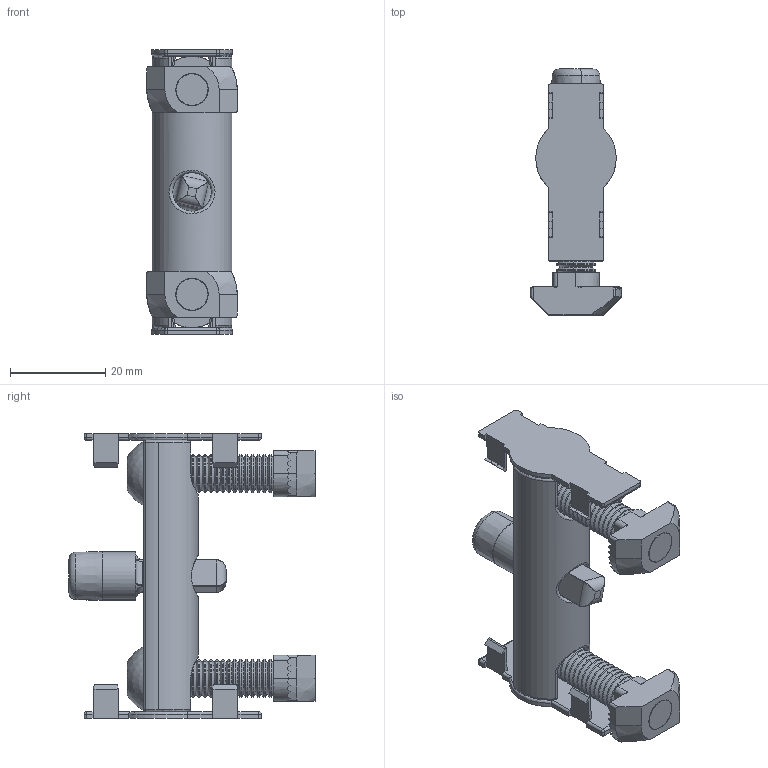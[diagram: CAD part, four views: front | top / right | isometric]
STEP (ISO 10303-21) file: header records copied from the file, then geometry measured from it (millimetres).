
FILE_DESCRIPTION((''),'2;1');
FILE_NAME('11138_SPOJNI_EL_60_FI17_KIT_U10','2022-09-16T13:56:39',('PredragRovcanin'),('Audax d.o.o.'),'CREO PARAMETRIC BY PTC INC, 2020281','CREO PARAMETRIC BY PTC INC, 2020281','');
FILE_SCHEMA(('AUTOMOTIVE_DESIGN { 1 0 10303 214 1 1 1 1 }'));
Length unit declared in the file: millimetre
Products named in the file (1): 11138_SPOJNI_EL_60_FI17_KIT_U10
Bounding box: 19 x 51.66 x 59.8 mm (x, y, z)
Volume: 15013.5 mm3; surface area: 10684.4 mm2
Topology: 2 solids, 14 shells, 925 faces, 2441 edges, 1490 vertices
Faces by surface type: cylinder 317, plane 302, cone 224, sphere 38, bspline 24, torus 20
Entity records: 45996 total; most frequent: CARTESIAN_POINT 8617, DIRECTION 4823, ORIENTED_EDGE 4792, PRESENTATION_STYLE_ASSIGNMENT 3325, STYLED_ITEM 2400, CURVE_STYLE 2398, EDGE_CURVE 2396, AXIS2_PLACEMENT_3D 1778
